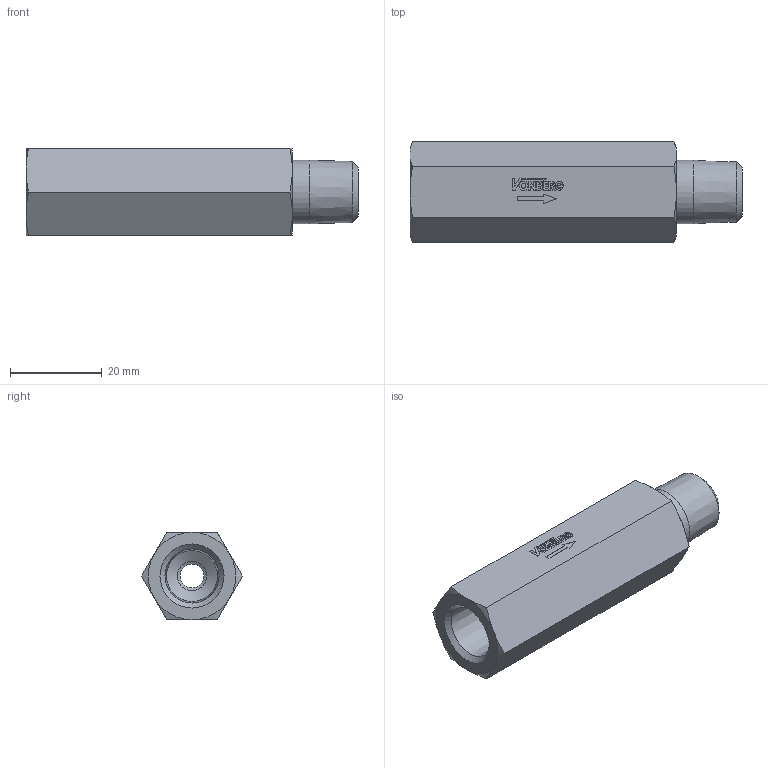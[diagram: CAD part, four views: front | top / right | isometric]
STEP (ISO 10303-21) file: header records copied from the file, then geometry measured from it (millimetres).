
FILE_DESCRIPTION((''),'2;1');
FILE_NAME('28951-102.stp','2015-02-17T12:01:22',('jml'),(''),'Autodesk Inventor 2010','Autodesk Inventor 2010','');
FILE_SCHEMA(('AUTOMOTIVE_DESIGN { 1 0 10303 214 1 1 1 1 }'));
Length unit declared in the file: inch
Products named in the file (1): 220830
Bounding box: 72.39 x 22 x 19.05 mm (x, y, z)
Volume: 17017.9 mm3; surface area: 6505.4 mm2
Topology: 1 solids, 1 shells, 129 faces, 323 edges, 210 vertices
Faces by surface type: plane 92, cylinder 16, cone 16, bspline 5
Full cylindrical faces by diameter (mm): 1.044 x1, 13.868 x1
Entity records: 3886 total; most frequent: CARTESIAN_POINT 777, ORIENTED_EDGE 616, DIRECTION 588, EDGE_CURVE 308, VECTOR 230, LINE 230, VERTEX_POINT 206, AXIS2_PLACEMENT_3D 179
